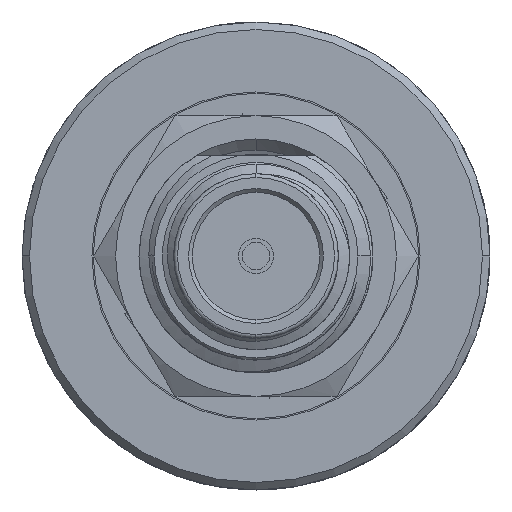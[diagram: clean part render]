
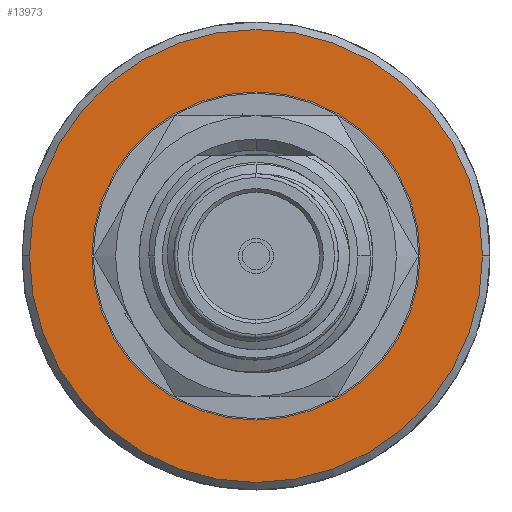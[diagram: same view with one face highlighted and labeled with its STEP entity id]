
A CAD part, left-side view. The second image highlights one B-rep face of the part: STEP entity #13973.
In plain terms, the highlighted planar face has unit normal (-1, 0, 0).
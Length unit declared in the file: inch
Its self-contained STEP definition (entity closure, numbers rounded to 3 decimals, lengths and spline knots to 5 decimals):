
#147 = FACE_BOUND ( 'NONE', #15548, .T. ) ;
#520 = AXIS2_PLACEMENT_3D ( 'NONE', #1480, #21121, #18595 ) ;
#1480 = CARTESIAN_POINT ( 'NONE',  ( 0.65655, 0., 0. ) ) ;
#1792 = VERTEX_POINT ( 'NONE', #21583 ) ;
#3199 = DIRECTION ( 'NONE',  ( 0., 1., 0. ) ) ;
#3836 = ORIENTED_EDGE ( 'NONE', *, *, #15671, .T. ) ;
#4634 = CARTESIAN_POINT ( 'NONE',  ( 0.65655, 0., 0. ) ) ;
#4845 = DIRECTION ( 'NONE',  ( 1., 0., 0. ) ) ;
#5783 = DIRECTION ( 'NONE',  ( 0., 1., 0. ) ) ;
#6518 = FACE_OUTER_BOUND ( 'NONE', #28454, .T. ) ;
#6677 = AXIS2_PLACEMENT_3D ( 'NONE', #22913, #15783, #5783 ) ;
#6706 = CIRCLE ( 'NONE', #25344, 0.21913 ) ;
#9232 = VERTEX_POINT ( 'NONE', #30326 ) ;
#9830 = CARTESIAN_POINT ( 'NONE',  ( 0.65655, 0., 0. ) ) ;
#12186 = DIRECTION ( 'NONE',  ( 0., 1., 0. ) ) ;
#13973 = ADVANCED_FACE ( 'NONE', ( #6518, #147 ), #30161, .F. ) ;
#14672 = CIRCLE ( 'NONE', #520, 0.3025 ) ;
#15132 = CIRCLE ( 'NONE', #16569, 0.3025 ) ;
#15548 = EDGE_LOOP ( 'NONE', ( #26981, #3836 ) ) ;
#15588 = EDGE_CURVE ( 'NONE', #1792, #17409, #15132, .T. ) ;
#15671 = EDGE_CURVE ( 'NONE', #17940, #9232, #17397, .T. ) ;
#15783 = DIRECTION ( 'NONE',  ( 1., 0., 0. ) ) ;
#16509 = DIRECTION ( 'NONE',  ( -1., 0., 0. ) ) ;
#16569 = AXIS2_PLACEMENT_3D ( 'NONE', #4634, #16509, #19125 ) ;
#16770 = ORIENTED_EDGE ( 'NONE', *, *, #20689, .T. ) ;
#17309 = CARTESIAN_POINT ( 'NONE',  ( 0.65655, 0.3025, 0. ) ) ;
#17397 = CIRCLE ( 'NONE', #29621, 0.21913 ) ;
#17409 = VERTEX_POINT ( 'NONE', #17309 ) ;
#17940 = VERTEX_POINT ( 'NONE', #19462 ) ;
#18595 = DIRECTION ( 'NONE',  ( 0., 1., 0. ) ) ;
#18689 = ORIENTED_EDGE ( 'NONE', *, *, #15588, .T. ) ;
#19125 = DIRECTION ( 'NONE',  ( 0., 1., 0. ) ) ;
#19462 = CARTESIAN_POINT ( 'NONE',  ( 0.65655, -0.21913, 0. ) ) ;
#20689 = EDGE_CURVE ( 'NONE', #17409, #1792, #14672, .T. ) ;
#21121 = DIRECTION ( 'NONE',  ( -1., 0., 0. ) ) ;
#21583 = CARTESIAN_POINT ( 'NONE',  ( 0.65655, -0.3025, 0. ) ) ;
#21663 = CARTESIAN_POINT ( 'NONE',  ( 0.65655, 0., 0. ) ) ;
#22913 = CARTESIAN_POINT ( 'NONE',  ( 0.65655, -0.21913, 0. ) ) ;
#25344 = AXIS2_PLACEMENT_3D ( 'NONE', #9830, #26407, #3199 ) ;
#26407 = DIRECTION ( 'NONE',  ( 1., 0., 0. ) ) ;
#26981 = ORIENTED_EDGE ( 'NONE', *, *, #29259, .T. ) ;
#28454 = EDGE_LOOP ( 'NONE', ( #16770, #18689 ) ) ;
#29259 = EDGE_CURVE ( 'NONE', #9232, #17940, #6706, .T. ) ;
#29621 = AXIS2_PLACEMENT_3D ( 'NONE', #21663, #4845, #12186 ) ;
#30161 = PLANE ( 'NONE',  #6677 ) ;
#30326 = CARTESIAN_POINT ( 'NONE',  ( 0.65655, 0.21913, 0. ) ) ;
